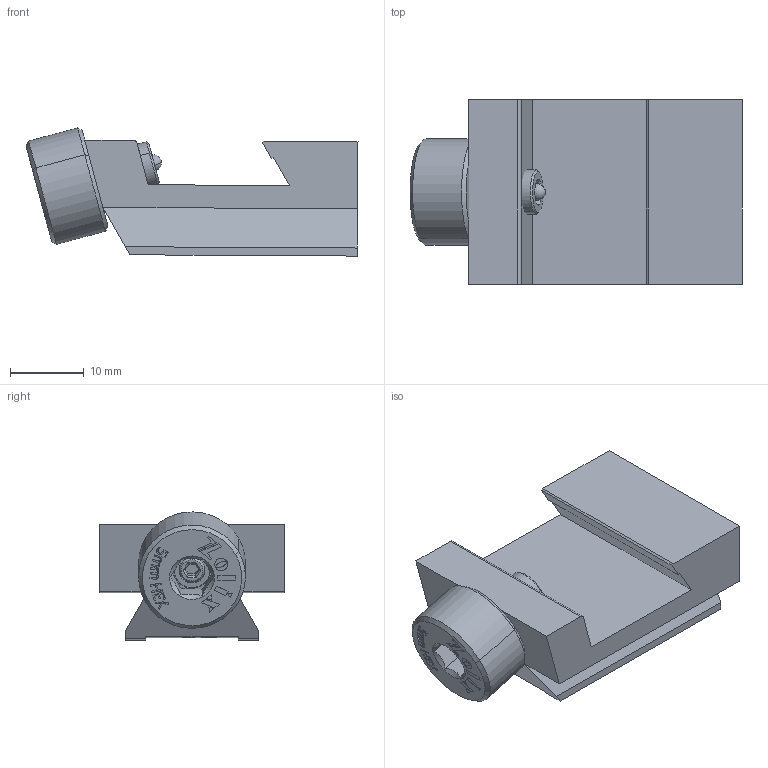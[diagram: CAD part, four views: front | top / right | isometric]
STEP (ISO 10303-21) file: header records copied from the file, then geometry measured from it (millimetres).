
FILE_DESCRIPTION (( 'STEP AP203' ), '1' );
FILE_NAME ('CSCA-25B.STEP', '2025-09-12T03:08:24', ( '' ), ( '' ), 'SwSTEP 2.0', 'SolidWorks 2020', '' );
FILE_SCHEMA (( 'CONFIG_CONTROL_DESIGN' ));
Length unit declared in the file: millimetre
Products named in the file (1): CSCA-25B
Bounding box: 44.95 x 25 x 17.35 mm (x, y, z)
Volume: 9773.6 mm3; surface area: 5184.6 mm2
Topology: 5 solids, 5 shells, 705 faces, 1924 edges, 1273 vertices
Faces by surface type: plane 494, bspline 146, cylinder 45, cone 16, sphere 2, torus 2
Entity records: 29615 total; most frequent: CARTESIAN_POINT 12776, ORIENTED_EDGE 3842, DIRECTION 2776, EDGE_CURVE 1921, VECTOR 1506, LINE 1506, VERTEX_POINT 1272, EDGE_LOOP 755
